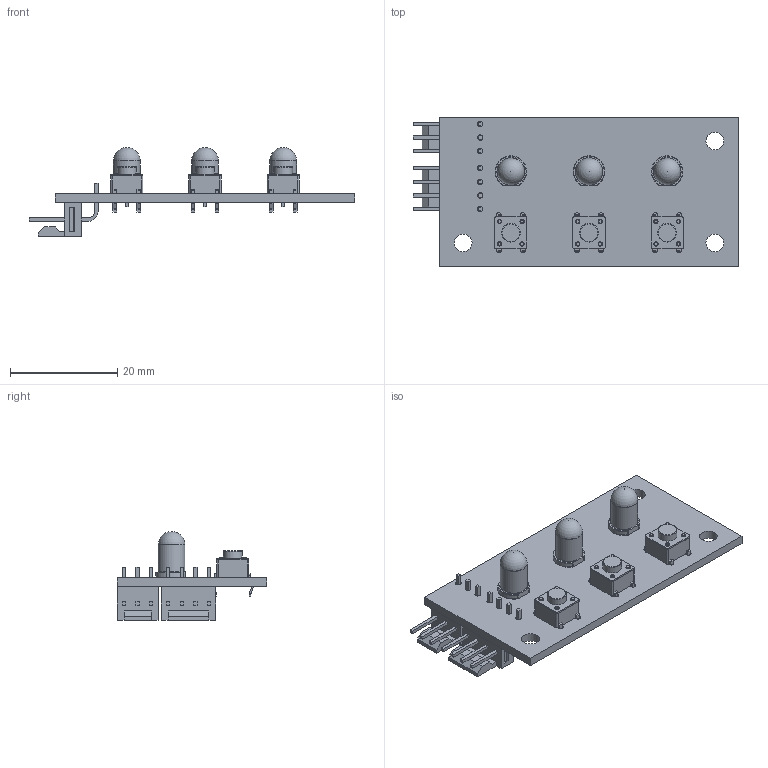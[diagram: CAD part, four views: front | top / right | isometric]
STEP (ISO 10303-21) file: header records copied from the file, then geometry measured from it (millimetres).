
FILE_DESCRIPTION(('Open CASCADE Model'),'2;1');
FILE_NAME('Open CASCADE Shape Model','2020-05-15T15:48:59',('Author'),( 'Open CASCADE'),'Open CASCADE STEP processor 6.2','Open CASCADE 6.2' ,'Unknown');
FILE_SCHEMA(('AUTOMOTIVE_DESIGN { 1 0 10303 214 1 1 1 1 }'));
Length unit declared in the file: millimetre
Products named in the file (17): PCB; Board; SW0; touch_5mm; SW1; SW2; D0; led5mm_ROJO; LED5MM_ROJO; D1; D2; JP17; 4x1_90; JP1; 3x1_90_male
Assembly tree (20 placements, depth 4):
  PCB
    Board
    SW0
      touch_5mm
    SW1
      touch_5mm
    SW2
      touch_5mm
    D0
      led5mm_ROJO
        LED5MM_ROJO
    D1
      led5mm_ROJO
        LED5MM_ROJO
    D2
      led5mm_ROJO
        LED5MM_ROJO
    JP17
      4x1_90
      4x1_90
    JP1
      3x1_90_male
      3x1_90_male
Bounding box: 60.74 x 27.94 x 16.62 mm (x, y, z)
Volume: 3509.1 mm3; surface area: 6157.9 mm2
Topology: 9 solids, 9 shells, 884 faces, 2357 edges, 1565 vertices
Faces by surface type: plane 539, cylinder 297, torus 33, cone 9, sphere 6
Full cylindrical faces by diameter (mm): 0.04 x12, 0.762 x6, 0.8 x12, 1.016 x19, 1.1 x3, 1.2 x3, 3.302 x3, 3.51 x3, 4.805 x3, 5 x3
Entity records: 31005 total; most frequent: CARTESIAN_POINT 6983, DIRECTION 4094, LINE 2468, VECTOR 2468, ORIENTED_EDGE 2286, PCURVE 2286, DEFINITIONAL_REPRESENTATION 2286, EDGE_CURVE 1143
